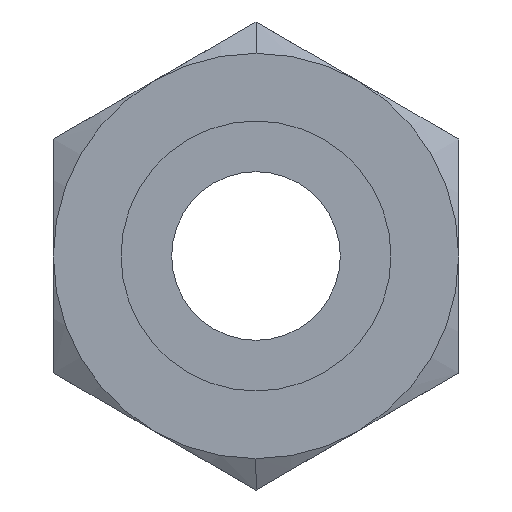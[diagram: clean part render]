
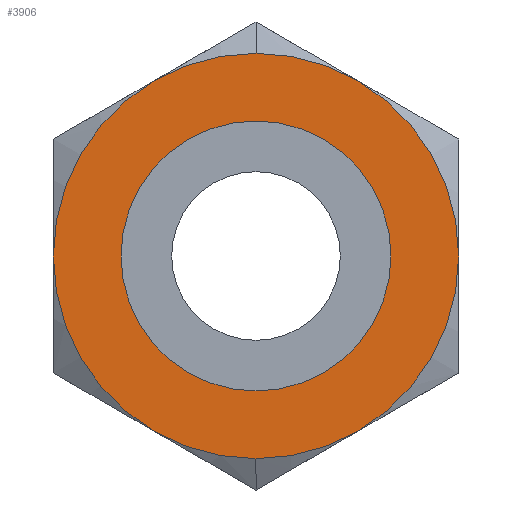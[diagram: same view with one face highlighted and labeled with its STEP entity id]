
A CAD part, left-side view. The second image highlights one B-rep face of the part: STEP entity #3906.
In plain terms, the highlighted planar face has unit normal (-1, 0, 0).
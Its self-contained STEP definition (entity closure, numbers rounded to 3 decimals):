
#75 = AXIS2_PLACEMENT_3D ( 'NONE', #4452, #3576, #5196 ) ;
#337 = EDGE_CURVE ( 'NONE', #764, #8889, #6269, .T. ) ;
#764 = VERTEX_POINT ( 'NONE', #1649 ) ;
#920 = DIRECTION ( 'NONE',  ( 1., 0., 0. ) ) ;
#1011 = DIRECTION ( 'NONE',  ( 1., 0., 0. ) ) ;
#1306 = CIRCLE ( 'NONE', #3661, 9.525 ) ;
#1649 = CARTESIAN_POINT ( 'NONE',  ( 0., 0., 9.525 ) ) ;
#2353 = DIRECTION ( 'NONE',  ( 0., 0., 1. ) ) ;
#2370 = EDGE_CURVE ( 'NONE', #7781, #8438, #4514, .T. ) ;
#2414 = AXIS2_PLACEMENT_3D ( 'NONE', #6954, #2865, #7780 ) ;
#2665 = CARTESIAN_POINT ( 'NONE',  ( 0., 0., 14.3 ) ) ;
#2733 = FACE_BOUND ( 'NONE', #4286, .T. ) ;
#2865 = DIRECTION ( 'NONE',  ( -1., 0., 0. ) ) ;
#2935 = DIRECTION ( 'NONE',  ( 0., 0., -1. ) ) ;
#3137 = CARTESIAN_POINT ( 'NONE',  ( 0., 0., 0. ) ) ;
#3576 = DIRECTION ( 'NONE',  ( 1., 0., 0. ) ) ;
#3661 = AXIS2_PLACEMENT_3D ( 'NONE', #6414, #5721, #2935 ) ;
#3906 = ADVANCED_FACE ( 'NONE', ( #2733, #7823 ), #8393, .T. ) ;
#4106 = ORIENTED_EDGE ( 'NONE', *, *, #2370, .F. ) ;
#4193 = AXIS2_PLACEMENT_3D ( 'NONE', #4494, #920, #2353 ) ;
#4286 = EDGE_LOOP ( 'NONE', ( #5987, #8412 ) ) ;
#4452 = CARTESIAN_POINT ( 'NONE',  ( 0., 0., 0. ) ) ;
#4494 = CARTESIAN_POINT ( 'NONE',  ( 0., 0., 0. ) ) ;
#4514 = CIRCLE ( 'NONE', #75, 14.3 ) ;
#4656 = EDGE_LOOP ( 'NONE', ( #4106, #5216 ) ) ;
#5196 = DIRECTION ( 'NONE',  ( 0., 0., 1. ) ) ;
#5216 = ORIENTED_EDGE ( 'NONE', *, *, #7365, .F. ) ;
#5320 = CIRCLE ( 'NONE', #6795, 14.3 ) ;
#5534 = CARTESIAN_POINT ( 'NONE',  ( 0., 0., -9.525 ) ) ;
#5721 = DIRECTION ( 'NONE',  ( 1., 0., 0. ) ) ;
#5987 = ORIENTED_EDGE ( 'NONE', *, *, #8740, .T. ) ;
#6269 = CIRCLE ( 'NONE', #4193, 9.525 ) ;
#6414 = CARTESIAN_POINT ( 'NONE',  ( 0., 0., 0. ) ) ;
#6795 = AXIS2_PLACEMENT_3D ( 'NONE', #3137, #1011, #8840 ) ;
#6954 = CARTESIAN_POINT ( 'NONE',  ( 0., 0., 7.15 ) ) ;
#7365 = EDGE_CURVE ( 'NONE', #8438, #7781, #5320, .T. ) ;
#7780 = DIRECTION ( 'NONE',  ( 0., 0., 1. ) ) ;
#7781 = VERTEX_POINT ( 'NONE', #2665 ) ;
#7823 = FACE_OUTER_BOUND ( 'NONE', #4656, .T. ) ;
#8347 = CARTESIAN_POINT ( 'NONE',  ( 0., 0., -14.3 ) ) ;
#8393 = PLANE ( 'NONE',  #2414 ) ;
#8412 = ORIENTED_EDGE ( 'NONE', *, *, #337, .T. ) ;
#8438 = VERTEX_POINT ( 'NONE', #8347 ) ;
#8740 = EDGE_CURVE ( 'NONE', #8889, #764, #1306, .T. ) ;
#8840 = DIRECTION ( 'NONE',  ( 0., 0., -1. ) ) ;
#8889 = VERTEX_POINT ( 'NONE', #5534 ) ;
